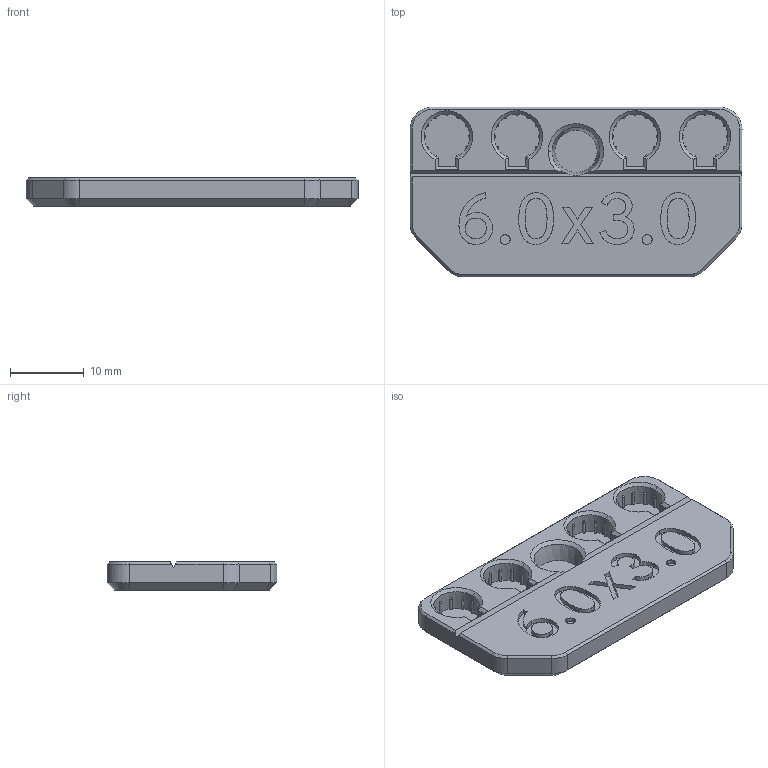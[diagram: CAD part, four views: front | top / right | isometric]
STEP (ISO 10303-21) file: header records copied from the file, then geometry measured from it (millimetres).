
FILE_DESCRIPTION(('FreeCAD Model'),'2;1');
FILE_NAME('Open CASCADE Shape Model','2025-06-17T11:53:24',(''),(''), 'Open CASCADE STEP processor 7.7','FreeCAD','Unknown');
FILE_SCHEMA(('AUTOMOTIVE_DESIGN { 1 0 10303 214 1 1 1 1 }'));
Length unit declared in the file: millimetre
Products named in the file (1): door_6.0x3.0magnet__+mesh
Bounding box: 45 x 23 x 3.8 mm (x, y, z)
Volume: 3148 mm3; surface area: 2822.3 mm2
Topology: 1 solids, 1 shells, 254 faces, 721 edges, 483 vertices
Faces by surface type: cylinder 98, plane 83, extrusion 50, cone 23
Entity records: 11417 total; most frequent: CARTESIAN_POINT 4833, ORIENTED_EDGE 1442, DIRECTION 1270, EDGE_CURVE 721, VERTEX_POINT 483, AXIS2_PLACEMENT_3D 443, VECTOR 384, LINE 334
